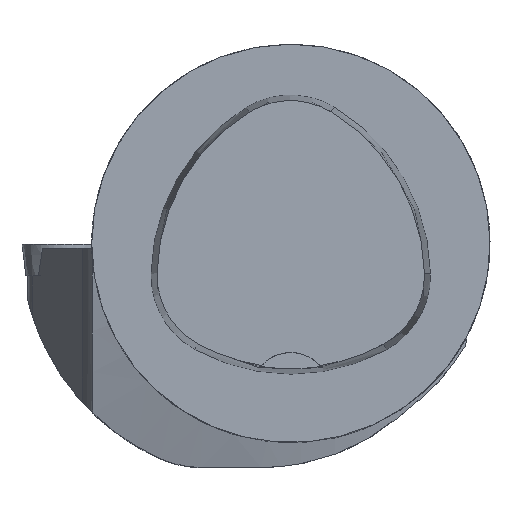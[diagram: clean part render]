
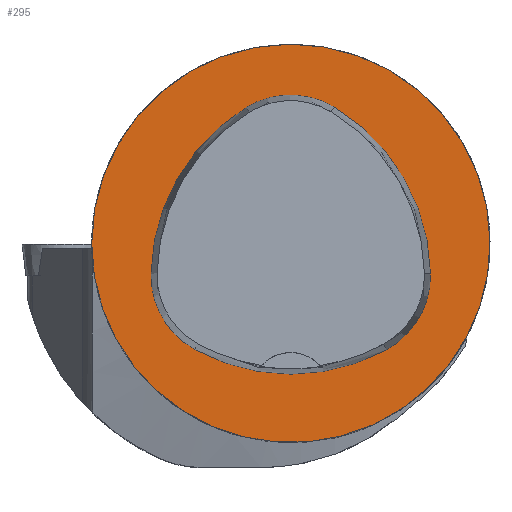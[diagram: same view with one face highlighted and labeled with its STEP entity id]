
A CAD part, top view. The second image highlights one B-rep face of the part: STEP entity #295.
In plain terms, the highlighted planar face has unit normal (0, 0, 1).
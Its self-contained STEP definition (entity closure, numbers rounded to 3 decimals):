
#295=ADVANCED_FACE('',(#379,#380),#335,.T.);
#335=PLANE('',#1107);
#379=FACE_BOUND('',#429,.T.);
#380=FACE_BOUND('',#430,.T.);
#429=EDGE_LOOP('',(#597,#598,#599,#600,#601,#602));
#430=EDGE_LOOP('',(#603));
#597=ORIENTED_EDGE('',*,*,#885,.T.);
#598=ORIENTED_EDGE('',*,*,#865,.T.);
#599=ORIENTED_EDGE('',*,*,#869,.T.);
#600=ORIENTED_EDGE('',*,*,#872,.T.);
#601=ORIENTED_EDGE('',*,*,#875,.T.);
#602=ORIENTED_EDGE('',*,*,#883,.T.);
#603=ORIENTED_EDGE('',*,*,#821,.F.);
#733=VERTEX_POINT('',#1570);
#769=VERTEX_POINT('',#1695);
#770=VERTEX_POINT('',#1696);
#773=VERTEX_POINT('',#1704);
#775=VERTEX_POINT('',#1710);
#777=VERTEX_POINT('',#1716);
#784=VERTEX_POINT('',#1737);
#821=EDGE_CURVE('',#733,#733,#923,.T.);
#865=EDGE_CURVE('',#769,#770,#931,.T.);
#869=EDGE_CURVE('',#770,#773,#933,.T.);
#872=EDGE_CURVE('',#773,#775,#935,.T.);
#875=EDGE_CURVE('',#775,#777,#937,.T.);
#883=EDGE_CURVE('',#777,#784,#941,.T.);
#885=EDGE_CURVE('',#784,#769,#943,.T.);
#923=CIRCLE('',#1058,20.);
#931=CIRCLE('',#1085,20.);
#933=CIRCLE('',#1088,8.5);
#935=CIRCLE('',#1091,20.);
#937=CIRCLE('',#1094,8.5);
#941=CIRCLE('',#1099,20.);
#943=CIRCLE('',#1102,8.5);
#1058=AXIS2_PLACEMENT_3D('',#1569,#1218,#1219);
#1085=AXIS2_PLACEMENT_3D('',#1694,#1286,#1287);
#1088=AXIS2_PLACEMENT_3D('',#1703,#1294,#1295);
#1091=AXIS2_PLACEMENT_3D('',#1709,#1301,#1302);
#1094=AXIS2_PLACEMENT_3D('',#1715,#1308,#1309);
#1099=AXIS2_PLACEMENT_3D('',#1738,#1320,#1321);
#1102=AXIS2_PLACEMENT_3D('',#1741,#1326,#1327);
#1107=AXIS2_PLACEMENT_3D('',#1746,#1336,#1337);
#1218=DIRECTION('',(0.,0.,-1.));
#1219=DIRECTION('',(-1.,0.,0.));
#1286=DIRECTION('',(0.,0.,-1.));
#1287=DIRECTION('',(-1.,0.,0.));
#1294=DIRECTION('',(0.,0.,-1.));
#1295=DIRECTION('',(-1.,0.,0.));
#1301=DIRECTION('',(0.,0.,-1.));
#1302=DIRECTION('',(-1.,0.,0.));
#1308=DIRECTION('',(0.,0.,-1.));
#1309=DIRECTION('',(-1.,0.,0.));
#1320=DIRECTION('',(0.,0.,-1.));
#1321=DIRECTION('',(-1.,0.,0.));
#1326=DIRECTION('',(0.,0.,-1.));
#1327=DIRECTION('',(-1.,0.,0.));
#1336=DIRECTION('',(0.,0.,1.));
#1337=DIRECTION('',(1.,0.,0.));
#1569=CARTESIAN_POINT('',(0.,0.,0.));
#1570=CARTESIAN_POINT('',(-20.,0.,0.));
#1694=CARTESIAN_POINT('',(5.955,-3.414,0.));
#1695=CARTESIAN_POINT('',(-14.041,-3.042,0.));
#1696=CARTESIAN_POINT('',(-4.472,13.653,0.));
#1703=CARTESIAN_POINT('',(-0.04,6.4,0.));
#1704=CARTESIAN_POINT('',(4.347,13.68,0.));
#1709=CARTESIAN_POINT('',(-5.976,-3.45,0.));
#1710=CARTESIAN_POINT('',(14.021,-3.075,0.));
#1715=CARTESIAN_POINT('',(5.522,-3.235,0.));
#1716=CARTESIAN_POINT('',(9.588,-10.699,0.));
#1737=CARTESIAN_POINT('',(-9.655,-10.639,0.));
#1738=CARTESIAN_POINT('',(0.022,6.864,0.));
#1741=CARTESIAN_POINT('',(-5.543,-3.2,0.));
#1746=CARTESIAN_POINT('',(0.,0.,0.));
